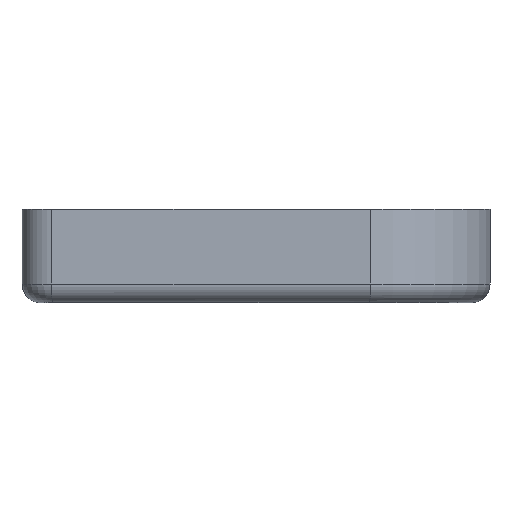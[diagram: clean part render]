
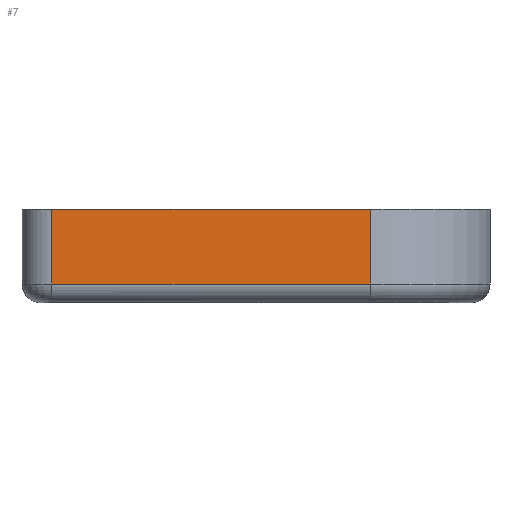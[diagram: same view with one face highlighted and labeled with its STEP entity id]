
A CAD part, left-side view. The second image highlights one B-rep face of the part: STEP entity #7.
In plain terms, the highlighted planar face has unit normal (-1, 0, 0).
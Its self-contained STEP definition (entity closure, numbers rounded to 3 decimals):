
#7 = ADVANCED_FACE ( 'NONE', ( #2497 ), #2791, .T. ) ;
#21 = VECTOR ( 'NONE', #2023, 1000. ) ;
#91 = LINE ( 'NONE', #964, #1364 ) ;
#434 = EDGE_CURVE ( 'NONE', #2499, #1299, #2148, .T. ) ;
#458 = CARTESIAN_POINT ( 'NONE',  ( -36.865, -12.266, 2. ) ) ;
#529 = ORIENTED_EDGE ( 'NONE', *, *, #434, .T. ) ;
#536 = VERTEX_POINT ( 'NONE', #3099 ) ;
#718 = CARTESIAN_POINT ( 'NONE',  ( -36.865, 21.884, 2. ) ) ;
#734 = VECTOR ( 'NONE', #2758, 1000. ) ;
#756 = EDGE_CURVE ( 'NONE', #2053, #2499, #2739, .T. ) ;
#874 = CARTESIAN_POINT ( 'NONE',  ( -36.865, 21.884, 10. ) ) ;
#964 = CARTESIAN_POINT ( 'NONE',  ( -36.865, 21.884, 0. ) ) ;
#1299 = VERTEX_POINT ( 'NONE', #1395 ) ;
#1317 = ORIENTED_EDGE ( 'NONE', *, *, #2205, .F. ) ;
#1364 = VECTOR ( 'NONE', #3494, 1000. ) ;
#1395 = CARTESIAN_POINT ( 'NONE',  ( -36.865, -12.266, 10. ) ) ;
#1469 = ORIENTED_EDGE ( 'NONE', *, *, #756, .T. ) ;
#1584 = VECTOR ( 'NONE', #2170, 1000. ) ;
#1609 = CARTESIAN_POINT ( 'NONE',  ( -36.865, 21.884, 0. ) ) ;
#2023 = DIRECTION ( 'NONE',  ( 0., -1., 0. ) ) ;
#2053 = VERTEX_POINT ( 'NONE', #718 ) ;
#2148 = LINE ( 'NONE', #3280, #1584 ) ;
#2170 = DIRECTION ( 'NONE',  ( 0., 0., 1. ) ) ;
#2205 = EDGE_CURVE ( 'NONE', #536, #1299, #3438, .T. ) ;
#2297 = AXIS2_PLACEMENT_3D ( 'NONE', #1609, #2517, #3287 ) ;
#2497 = FACE_OUTER_BOUND ( 'NONE', #2513, .T. ) ;
#2499 = VERTEX_POINT ( 'NONE', #458 ) ;
#2513 = EDGE_LOOP ( 'NONE', ( #3225, #1469, #529, #1317 ) ) ;
#2517 = DIRECTION ( 'NONE',  ( -1., 0., 0. ) ) ;
#2739 = LINE ( 'NONE', #3356, #734 ) ;
#2758 = DIRECTION ( 'NONE',  ( 0., -1., 0. ) ) ;
#2791 = PLANE ( 'NONE',  #2297 ) ;
#2971 = EDGE_CURVE ( 'NONE', #2053, #536, #91, .T. ) ;
#3099 = CARTESIAN_POINT ( 'NONE',  ( -36.865, 21.884, 10. ) ) ;
#3225 = ORIENTED_EDGE ( 'NONE', *, *, #2971, .F. ) ;
#3280 = CARTESIAN_POINT ( 'NONE',  ( -36.865, -12.266, 0. ) ) ;
#3287 = DIRECTION ( 'NONE',  ( 0., 0., 1. ) ) ;
#3356 = CARTESIAN_POINT ( 'NONE',  ( -36.865, -12.266, 2. ) ) ;
#3438 = LINE ( 'NONE', #874, #21 ) ;
#3494 = DIRECTION ( 'NONE',  ( 0., 0., 1. ) ) ;
